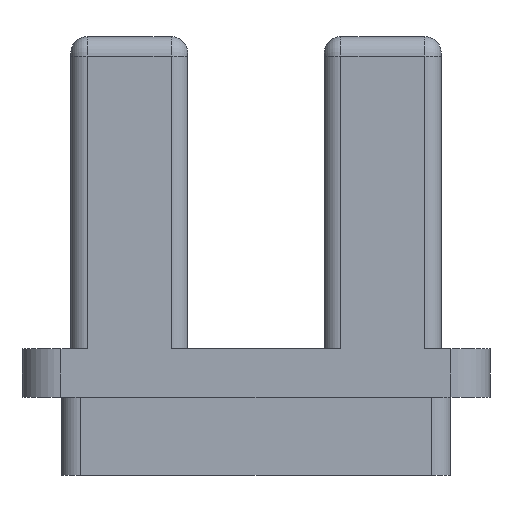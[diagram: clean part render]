
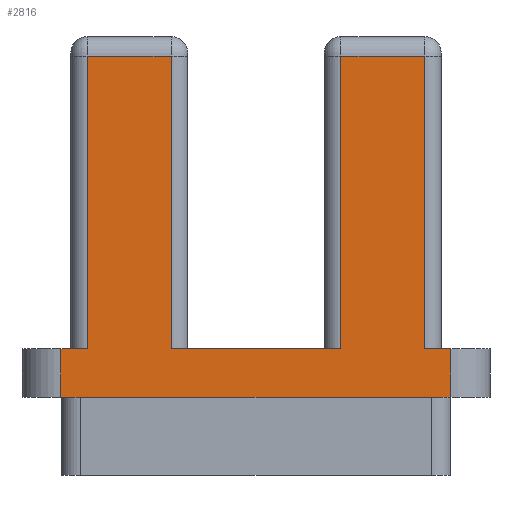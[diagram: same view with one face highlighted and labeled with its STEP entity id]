
A CAD part, front view. The second image highlights one B-rep face of the part: STEP entity #2816.
In plain terms, the highlighted planar face has unit normal (0, -1, 0).
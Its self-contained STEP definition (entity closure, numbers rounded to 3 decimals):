
#105 = CARTESIAN_POINT ( 'NONE',  ( 3.35, -104.5, -2.5 ) ) ;
#107 = EDGE_CURVE ( 'NONE', #1737, #886, #698, .T. ) ;
#142 = LINE ( 'NONE', #2464, #1029 ) ;
#190 = ORIENTED_EDGE ( 'NONE', *, *, #3151, .T. ) ;
#214 = EDGE_CURVE ( 'NONE', #2580, #2643, #3367, .T. ) ;
#307 = ORIENTED_EDGE ( 'NONE', *, *, #3223, .T. ) ;
#339 = FACE_OUTER_BOUND ( 'NONE', #2479, .T. ) ;
#377 = CARTESIAN_POINT ( 'NONE',  ( 16.35, -104.5, 15. ) ) ;
#390 = VECTOR ( 'NONE', #619, 1000. ) ;
#458 = VECTOR ( 'NONE', #2508, 1000. ) ;
#477 = VERTEX_POINT ( 'NONE', #487 ) ;
#487 = CARTESIAN_POINT ( 'NONE',  ( 2., -104.5, 0. ) ) ;
#619 = DIRECTION ( 'NONE',  ( 0., 0., 1. ) ) ;
#632 = ORIENTED_EDGE ( 'NONE', *, *, #107, .T. ) ;
#693 = DIRECTION ( 'NONE',  ( -1., 0., 0. ) ) ;
#697 = CARTESIAN_POINT ( 'NONE',  ( 16.35, -104.5, -2.5 ) ) ;
#698 = LINE ( 'NONE', #1826, #745 ) ;
#745 = VECTOR ( 'NONE', #1866, 1000. ) ;
#799 = CARTESIAN_POINT ( 'NONE',  ( 0., -104.5, 0. ) ) ;
#816 = ORIENTED_EDGE ( 'NONE', *, *, #917, .T. ) ;
#821 = VECTOR ( 'NONE', #1237, 1000. ) ;
#844 = CARTESIAN_POINT ( 'NONE',  ( 3.35, -104.5, 0. ) ) ;
#886 = VERTEX_POINT ( 'NONE', #2917 ) ;
#900 = CARTESIAN_POINT ( 'NONE',  ( 7.65, -104.5, 0. ) ) ;
#902 = VERTEX_POINT ( 'NONE', #3482 ) ;
#905 = LINE ( 'NONE', #2451, #390 ) ;
#911 = VERTEX_POINT ( 'NONE', #1564 ) ;
#917 = EDGE_CURVE ( 'NONE', #902, #2163, #1234, .T. ) ;
#924 = EDGE_CURVE ( 'NONE', #3382, #902, #2141, .T. ) ;
#925 = VECTOR ( 'NONE', #3728, 1000. ) ;
#964 = CARTESIAN_POINT ( 'NONE',  ( 16.35, -104.5, 0. ) ) ;
#974 = DIRECTION ( 'NONE',  ( -1., 0., 0. ) ) ;
#1029 = VECTOR ( 'NONE', #974, 1000. ) ;
#1062 = ORIENTED_EDGE ( 'NONE', *, *, #2156, .T. ) ;
#1199 = DIRECTION ( 'NONE',  ( 0., 0., 1. ) ) ;
#1234 = LINE ( 'NONE', #105, #1619 ) ;
#1237 = DIRECTION ( 'NONE',  ( 0., 0., -1. ) ) ;
#1333 = VECTOR ( 'NONE', #2860, 1000. ) ;
#1423 = DIRECTION ( 'NONE',  ( -1., 0., 0. ) ) ;
#1435 = ORIENTED_EDGE ( 'NONE', *, *, #2541, .T. ) ;
#1462 = ORIENTED_EDGE ( 'NONE', *, *, #214, .T. ) ;
#1534 = EDGE_CURVE ( 'NONE', #911, #2432, #905, .T. ) ;
#1564 = CARTESIAN_POINT ( 'NONE',  ( 20.65, -104.5, 0. ) ) ;
#1588 = AXIS2_PLACEMENT_3D ( 'NONE', #3227, #3260, #1199 ) ;
#1619 = VECTOR ( 'NONE', #2434, 1000. ) ;
#1726 = EDGE_CURVE ( 'NONE', #886, #911, #3149, .T. ) ;
#1737 = VERTEX_POINT ( 'NONE', #3713 ) ;
#1816 = CARTESIAN_POINT ( 'NONE',  ( 2., -104.5, -2.5 ) ) ;
#1826 = CARTESIAN_POINT ( 'NONE',  ( 22., -104.5, -2.5 ) ) ;
#1866 = DIRECTION ( 'NONE',  ( 0., 0., 1. ) ) ;
#1902 = CARTESIAN_POINT ( 'NONE',  ( 0., -104.5, 0. ) ) ;
#1931 = VERTEX_POINT ( 'NONE', #900 ) ;
#2068 = PLANE ( 'NONE',  #1588 ) ;
#2141 = LINE ( 'NONE', #3337, #2221 ) ;
#2156 = EDGE_CURVE ( 'NONE', #1931, #3382, #3181, .T. ) ;
#2163 = VERTEX_POINT ( 'NONE', #844 ) ;
#2181 = VECTOR ( 'NONE', #3169, 1000. ) ;
#2221 = VECTOR ( 'NONE', #693, 1000. ) ;
#2292 = LINE ( 'NONE', #3465, #2181 ) ;
#2351 = LINE ( 'NONE', #2617, #821 ) ;
#2392 = ORIENTED_EDGE ( 'NONE', *, *, #1726, .T. ) ;
#2432 = VERTEX_POINT ( 'NONE', #3748 ) ;
#2434 = DIRECTION ( 'NONE',  ( 0., 0., -1. ) ) ;
#2451 = CARTESIAN_POINT ( 'NONE',  ( 20.65, -104.5, -2.5 ) ) ;
#2464 = CARTESIAN_POINT ( 'NONE',  ( 0., -104.5, -2.5 ) ) ;
#2479 = EDGE_LOOP ( 'NONE', ( #2932, #816, #307, #1435, #3065, #632, #2392, #2509, #190, #1462, #3115, #1062 ) ) ;
#2508 = DIRECTION ( 'NONE',  ( -1., 0., 0. ) ) ;
#2509 = ORIENTED_EDGE ( 'NONE', *, *, #1534, .T. ) ;
#2541 = EDGE_CURVE ( 'NONE', #477, #3403, #2351, .T. ) ;
#2580 = VERTEX_POINT ( 'NONE', #377 ) ;
#2617 = CARTESIAN_POINT ( 'NONE',  ( 2., -104.5, -2.5 ) ) ;
#2643 = VERTEX_POINT ( 'NONE', #964 ) ;
#2816 = ADVANCED_FACE ( 'NONE', ( #339 ), #2068, .F. ) ;
#2860 = DIRECTION ( 'NONE',  ( -1., 0., 0. ) ) ;
#2917 = CARTESIAN_POINT ( 'NONE',  ( 22., -104.5, 0. ) ) ;
#2919 = CARTESIAN_POINT ( 'NONE',  ( 7.65, -104.5, 15. ) ) ;
#2932 = ORIENTED_EDGE ( 'NONE', *, *, #924, .T. ) ;
#3065 = ORIENTED_EDGE ( 'NONE', *, *, #3489, .F. ) ;
#3115 = ORIENTED_EDGE ( 'NONE', *, *, #3213, .T. ) ;
#3120 = VECTOR ( 'NONE', #1423, 1000. ) ;
#3148 = CARTESIAN_POINT ( 'NONE',  ( 0., -104.5, 0. ) ) ;
#3149 = LINE ( 'NONE', #1902, #458 ) ;
#3151 = EDGE_CURVE ( 'NONE', #2432, #2580, #2292, .T. ) ;
#3169 = DIRECTION ( 'NONE',  ( -1., 0., 0. ) ) ;
#3181 = LINE ( 'NONE', #3527, #3592 ) ;
#3184 = LINE ( 'NONE', #799, #3120 ) ;
#3213 = EDGE_CURVE ( 'NONE', #2643, #1931, #3184, .T. ) ;
#3223 = EDGE_CURVE ( 'NONE', #2163, #477, #3710, .T. ) ;
#3227 = CARTESIAN_POINT ( 'NONE',  ( 0., -104.5, -2.5 ) ) ;
#3260 = DIRECTION ( 'NONE',  ( 0., 1., 0. ) ) ;
#3337 = CARTESIAN_POINT ( 'NONE',  ( 0., -104.5, 15. ) ) ;
#3367 = LINE ( 'NONE', #697, #925 ) ;
#3382 = VERTEX_POINT ( 'NONE', #2919 ) ;
#3403 = VERTEX_POINT ( 'NONE', #1816 ) ;
#3465 = CARTESIAN_POINT ( 'NONE',  ( 15.5, -104.5, 15. ) ) ;
#3482 = CARTESIAN_POINT ( 'NONE',  ( 3.35, -104.5, 15. ) ) ;
#3489 = EDGE_CURVE ( 'NONE', #1737, #3403, #142, .T. ) ;
#3493 = DIRECTION ( 'NONE',  ( 0., 0., 1. ) ) ;
#3527 = CARTESIAN_POINT ( 'NONE',  ( 7.65, -104.5, -2.5 ) ) ;
#3592 = VECTOR ( 'NONE', #3493, 1000. ) ;
#3710 = LINE ( 'NONE', #3148, #1333 ) ;
#3713 = CARTESIAN_POINT ( 'NONE',  ( 22., -104.5, -2.5 ) ) ;
#3728 = DIRECTION ( 'NONE',  ( 0., 0., -1. ) ) ;
#3748 = CARTESIAN_POINT ( 'NONE',  ( 20.65, -104.5, 15. ) ) ;
